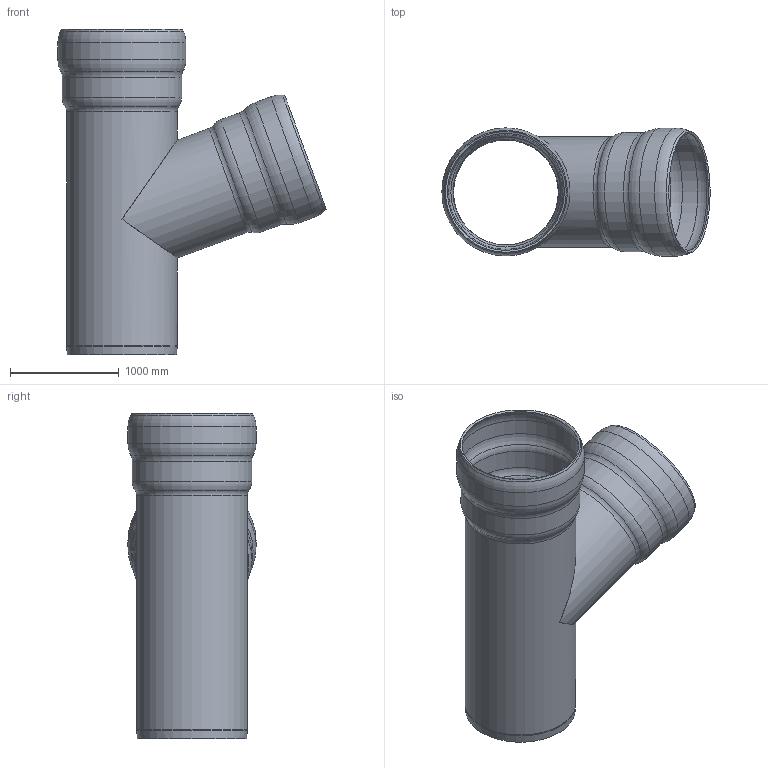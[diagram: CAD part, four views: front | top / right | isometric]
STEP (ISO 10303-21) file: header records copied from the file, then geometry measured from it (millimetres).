
FILE_DESCRIPTION(/* description */ (''),/* implementation_level */ '2;1');
FILE_NAME(/* name */ '00210.DD0X_3D.stp',/* time_stamp */ '2024-12-11T12:40:01+01:00',/* author */ ('CAD'),/* organization */ (''),/* preprocessor_version */ 'ST-DEVELOPER v20',/* originating_system */ 'AutoCAD Mechanical',/* authorisation */ '');
FILE_SCHEMA (('AUTOMOTIVE_DESIGN { 1 0 10303 214 3 1 1 }'));
Length unit declared in the file: centimetre
Products named in the file (3): Product; *S0; *S1
Assembly tree (2 placements, depth 2):
  Product
    *S0
    *S1
Bounding box: 2471.97 x 1180 x 3000 mm (x, y, z)
Volume: 271527258 mm3; surface area: 27538524.2 mm2
Topology: 2 solids, 2 shells, 47 faces, 124 edges, 76 vertices
Faces by surface type: torus 22, cylinder 12, cone 8, plane 5
Full cylindrical faces by diameter (mm): 980 x2, 1020 x2, 1060 x2, 1100 x2, 1140 x2, 1180 x2
Entity records: 1570 total; most frequent: DIRECTION 326, CARTESIAN_POINT 252, ORIENTED_EDGE 248, AXIS2_PLACEMENT_3D 150, EDGE_CURVE 124, CIRCLE 90, VERTEX_POINT 76, EDGE_LOOP 48
